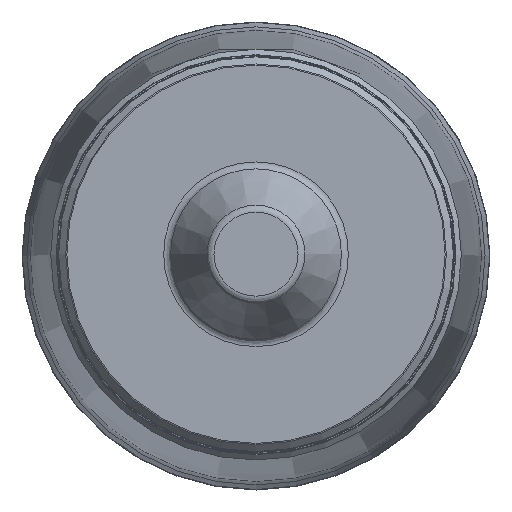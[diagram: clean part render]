
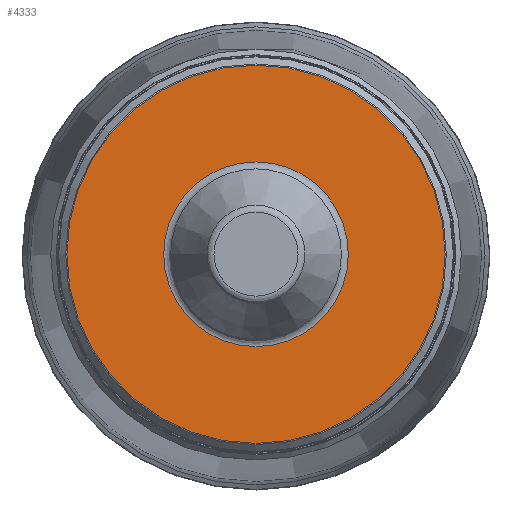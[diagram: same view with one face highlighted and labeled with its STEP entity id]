
A CAD part, top view. The second image highlights one B-rep face of the part: STEP entity #4333.
In plain terms, the highlighted planar face has unit normal (0, 0, 1).
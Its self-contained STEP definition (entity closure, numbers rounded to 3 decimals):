
#817=PLANE('',#6757);
#940=ORIENTED_EDGE('',*,*,#2261,.T.);
#941=ORIENTED_EDGE('',*,*,#2270,.T.);
#2261=EDGE_CURVE('',#2987,#2987,#3427,.T.);
#2270=EDGE_CURVE('',#2996,#2996,#3436,.T.);
#2987=VERTEX_POINT('',#7652);
#2996=VERTEX_POINT('',#7675);
#3427=CIRCLE('',#6730,17.266);
#3436=CIRCLE('',#6744,35.376);
#3591=EDGE_LOOP('',(#940));
#3592=EDGE_LOOP('',(#941));
#3941=FACE_BOUND('',#3591,.T.);
#3942=FACE_BOUND('',#3592,.T.);
#4333=ADVANCED_FACE('',(#3941,#3942),#817,.T.);
#6730=AXIS2_PLACEMENT_3D('',#7651,#7030,#7031);
#6744=AXIS2_PLACEMENT_3D('',#7674,#7058,#7059);
#6757=AXIS2_PLACEMENT_3D('',#7692,#7084,#7085);
#7030=DIRECTION('',(0.,0.,-1.));
#7031=DIRECTION('',(1.,0.,0.));
#7058=DIRECTION('',(0.,0.,1.));
#7059=DIRECTION('',(1.,0.,0.));
#7084=DIRECTION('',(0.,0.,1.));
#7085=DIRECTION('',(1.,0.,0.));
#7651=CARTESIAN_POINT('',(0.,0.,185.6));
#7652=CARTESIAN_POINT('',(17.266,0.,185.6));
#7674=CARTESIAN_POINT('',(0.,0.,185.6));
#7675=CARTESIAN_POINT('',(35.376,0.,185.6));
#7692=CARTESIAN_POINT('',(0.,-35.5,185.6));
